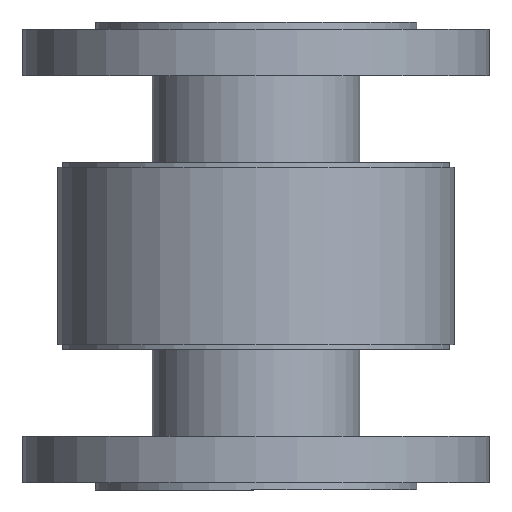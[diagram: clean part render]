
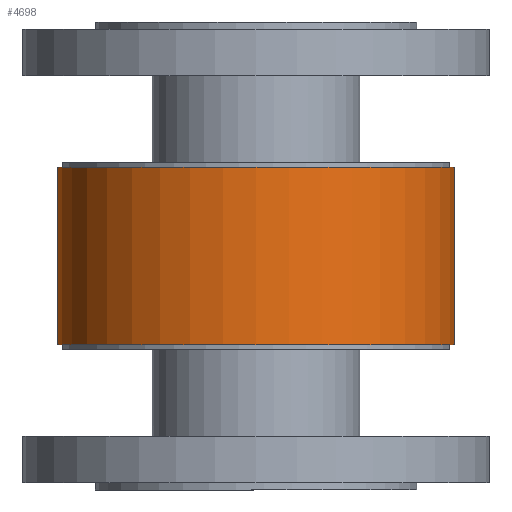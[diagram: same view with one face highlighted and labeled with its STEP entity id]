
A CAD part, front view. The second image highlights one B-rep face of the part: STEP entity #4698.
In plain terms, the highlighted cylindrical face has radius 85 mm (diameter 170 mm), a partial arc.
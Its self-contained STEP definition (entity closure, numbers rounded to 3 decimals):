
#266=LINE('',#7520,#506);
#267=LINE('',#7523,#507);
#506=VECTOR('',#5861,10.);
#507=VECTOR('',#5864,10.);
#731=CYLINDRICAL_SURFACE('',#5079,85.);
#971=FACE_OUTER_BOUND('',#1307,.T.);
#1307=EDGE_LOOP('',(#3230,#3231,#3232,#3233));
#1641=CIRCLE('',#5075,85.);
#1644=CIRCLE('',#5080,85.);
#1959=VERTEX_POINT('',#7511);
#1960=VERTEX_POINT('',#7512);
#1961=VERTEX_POINT('',#7519);
#1962=VERTEX_POINT('',#7521);
#2429=EDGE_CURVE('',#1960,#1959,#1641,.T.);
#2432=EDGE_CURVE('',#1961,#1960,#266,.T.);
#2433=EDGE_CURVE('',#1962,#1961,#1644,.T.);
#2434=EDGE_CURVE('',#1959,#1962,#267,.T.);
#3230=ORIENTED_EDGE('',*,*,#2432,.F.);
#3231=ORIENTED_EDGE('',*,*,#2433,.F.);
#3232=ORIENTED_EDGE('',*,*,#2434,.F.);
#3233=ORIENTED_EDGE('',*,*,#2429,.F.);
#4698=ADVANCED_FACE('',(#971),#731,.T.);
#5075=AXIS2_PLACEMENT_3D('',#7514,#5851,#5852);
#5079=AXIS2_PLACEMENT_3D('',#7518,#5859,#5860);
#5080=AXIS2_PLACEMENT_3D('',#7522,#5862,#5863);
#5851=DIRECTION('center_axis',(0.,0.,-1.));
#5852=DIRECTION('ref_axis',(-0.567,0.824,0.));
#5859=DIRECTION('center_axis',(0.,0.,1.));
#5860=DIRECTION('ref_axis',(0.,-1.,0.));
#5861=DIRECTION('',(0.,0.,-1.));
#5862=DIRECTION('center_axis',(0.,0.,1.));
#5863=DIRECTION('ref_axis',(-0.567,0.824,0.));
#5864=DIRECTION('',(0.,0.,1.));
#7511=CARTESIAN_POINT('',(-66.181,73.971,-38.));
#7512=CARTESIAN_POINT('',(30.255,73.971,-38.));
#7514=CARTESIAN_POINT('Origin',(-17.963,3.971,-38.));
#7518=CARTESIAN_POINT('Origin',(-17.963,3.971,0.));
#7519=CARTESIAN_POINT('',(30.255,73.971,38.));
#7520=CARTESIAN_POINT('',(30.255,73.971,0.));
#7521=CARTESIAN_POINT('',(-66.181,73.971,38.));
#7522=CARTESIAN_POINT('Origin',(-17.963,3.971,38.));
#7523=CARTESIAN_POINT('',(-66.181,73.971,0.));
